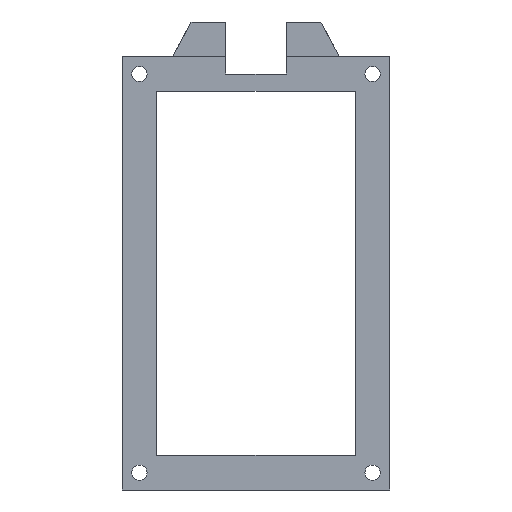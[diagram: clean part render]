
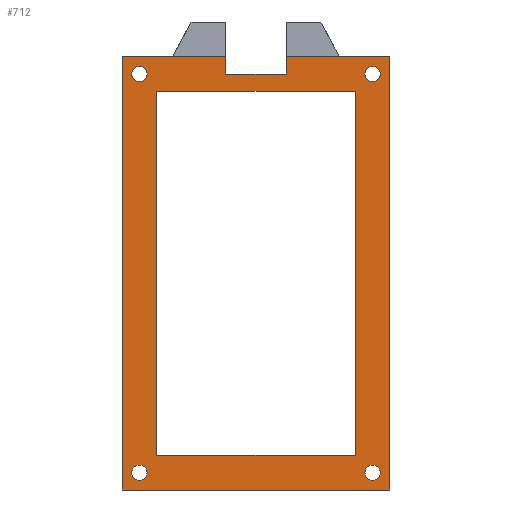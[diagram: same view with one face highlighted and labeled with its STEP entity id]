
A CAD part, front view. The second image highlights one B-rep face of the part: STEP entity #712.
In plain terms, the highlighted planar face has unit normal (0, -1, 0).
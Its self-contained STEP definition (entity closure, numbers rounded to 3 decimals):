
#24=FACE_BOUND('',#94,.T.);
#25=FACE_BOUND('',#95,.T.);
#26=FACE_BOUND('',#96,.T.);
#27=FACE_BOUND('',#97,.T.);
#28=FACE_BOUND('',#98,.T.);
#33=CIRCLE('',#764,1.75);
#36=CIRCLE('',#769,1.75);
#40=CIRCLE('',#778,1.75);
#41=CIRCLE('',#779,1.75);
#58=FACE_OUTER_BOUND('',#93,.T.);
#93=EDGE_LOOP('',(#542,#543,#544,#545,#546,#547,#548,#549));
#94=EDGE_LOOP('',(#550,#551,#552,#553));
#95=EDGE_LOOP('',(#554));
#96=EDGE_LOOP('',(#555));
#97=EDGE_LOOP('',(#556));
#98=EDGE_LOOP('',(#557));
#146=LINE('',#1066,#232);
#150=LINE('',#1079,#236);
#153=LINE('',#1084,#239);
#154=LINE('',#1087,#240);
#160=LINE('',#1101,#246);
#166=LINE('',#1115,#252);
#167=LINE('',#1117,#253);
#168=LINE('',#1119,#254);
#169=LINE('',#1121,#255);
#170=LINE('',#1122,#256);
#171=LINE('',#1124,#257);
#172=LINE('',#1125,#258);
#232=VECTOR('',#862,10.);
#236=VECTOR('',#876,10.);
#239=VECTOR('',#881,10.);
#240=VECTOR('',#884,10.);
#246=VECTOR('',#894,10.);
#252=VECTOR('',#904,10.);
#253=VECTOR('',#905,10.);
#254=VECTOR('',#906,10.);
#255=VECTOR('',#907,10.);
#256=VECTOR('',#908,10.);
#257=VECTOR('',#909,10.);
#258=VECTOR('',#910,10.);
#315=VERTEX_POINT('',#1058);
#316=VERTEX_POINT('',#1063);
#317=VERTEX_POINT('',#1065);
#319=VERTEX_POINT('',#1071);
#320=VERTEX_POINT('',#1076);
#321=VERTEX_POINT('',#1078);
#322=VERTEX_POINT('',#1082);
#323=VERTEX_POINT('',#1086);
#329=VERTEX_POINT('',#1100);
#335=VERTEX_POINT('',#1114);
#336=VERTEX_POINT('',#1116);
#337=VERTEX_POINT('',#1118);
#338=VERTEX_POINT('',#1120);
#339=VERTEX_POINT('',#1123);
#340=VERTEX_POINT('',#1126);
#341=VERTEX_POINT('',#1128);
#389=EDGE_CURVE('',#315,#315,#33,.T.);
#392=EDGE_CURVE('',#317,#316,#146,.T.);
#396=EDGE_CURVE('',#319,#319,#36,.T.);
#399=EDGE_CURVE('',#320,#321,#150,.T.);
#402=EDGE_CURVE('',#322,#320,#153,.T.);
#403=EDGE_CURVE('',#316,#323,#154,.T.);
#410=EDGE_CURVE('',#329,#317,#160,.T.);
#417=EDGE_CURVE('',#335,#323,#166,.T.);
#418=EDGE_CURVE('',#336,#335,#167,.T.);
#419=EDGE_CURVE('',#337,#336,#168,.T.);
#420=EDGE_CURVE('',#338,#337,#169,.T.);
#421=EDGE_CURVE('',#329,#338,#170,.T.);
#422=EDGE_CURVE('',#339,#322,#171,.T.);
#423=EDGE_CURVE('',#321,#339,#172,.T.);
#424=EDGE_CURVE('',#340,#340,#40,.T.);
#425=EDGE_CURVE('',#341,#341,#41,.T.);
#542=ORIENTED_EDGE('',*,*,#410,.T.);
#543=ORIENTED_EDGE('',*,*,#392,.T.);
#544=ORIENTED_EDGE('',*,*,#403,.T.);
#545=ORIENTED_EDGE('',*,*,#417,.F.);
#546=ORIENTED_EDGE('',*,*,#418,.F.);
#547=ORIENTED_EDGE('',*,*,#419,.F.);
#548=ORIENTED_EDGE('',*,*,#420,.F.);
#549=ORIENTED_EDGE('',*,*,#421,.F.);
#550=ORIENTED_EDGE('',*,*,#402,.F.);
#551=ORIENTED_EDGE('',*,*,#422,.F.);
#552=ORIENTED_EDGE('',*,*,#423,.F.);
#553=ORIENTED_EDGE('',*,*,#399,.F.);
#554=ORIENTED_EDGE('',*,*,#424,.F.);
#555=ORIENTED_EDGE('',*,*,#389,.F.);
#556=ORIENTED_EDGE('',*,*,#425,.F.);
#557=ORIENTED_EDGE('',*,*,#396,.F.);
#682=PLANE('',#777);
#712=ADVANCED_FACE('',(#58,#24,#25,#26,#27,#28),#682,.F.);
#764=AXIS2_PLACEMENT_3D('',#1060,#855,#856);
#769=AXIS2_PLACEMENT_3D('',#1073,#869,#870);
#777=AXIS2_PLACEMENT_3D('',#1113,#902,#903);
#778=AXIS2_PLACEMENT_3D('',#1127,#911,#912);
#779=AXIS2_PLACEMENT_3D('',#1129,#913,#914);
#855=DIRECTION('center_axis',(0.,-1.,0.));
#856=DIRECTION('ref_axis',(1.,0.,0.));
#862=DIRECTION('',(-1.,0.,0.));
#869=DIRECTION('center_axis',(0.,-1.,0.));
#870=DIRECTION('ref_axis',(1.,0.,0.));
#876=DIRECTION('',(1.,0.,0.));
#881=DIRECTION('',(0.,0.,-1.));
#884=DIRECTION('',(0.,0.,1.));
#894=DIRECTION('',(0.,0.,-1.));
#902=DIRECTION('center_axis',(0.,1.,0.));
#903=DIRECTION('ref_axis',(0.,0.,1.));
#904=DIRECTION('',(1.,0.,0.));
#905=DIRECTION('',(0.,0.,1.));
#906=DIRECTION('',(-1.,0.,0.));
#907=DIRECTION('',(0.,0.,-1.));
#908=DIRECTION('',(1.,0.,0.));
#909=DIRECTION('',(-1.,0.,0.));
#910=DIRECTION('',(0.,0.,1.));
#911=DIRECTION('center_axis',(0.,-1.,0.));
#912=DIRECTION('ref_axis',(1.,0.,0.));
#913=DIRECTION('center_axis',(0.,-1.,0.));
#914=DIRECTION('ref_axis',(1.,0.,0.));
#1058=CARTESIAN_POINT('',(25.15,0.,46.));
#1060=CARTESIAN_POINT('Origin',(26.9,0.,46.));
#1063=CARTESIAN_POINT('',(-7.,0.,46.));
#1065=CARTESIAN_POINT('',(7.,0.,46.));
#1066=CARTESIAN_POINT('',(-3.5,0.,46.));
#1071=CARTESIAN_POINT('',(-28.65,0.,46.));
#1073=CARTESIAN_POINT('Origin',(-26.9,0.,46.));
#1076=CARTESIAN_POINT('',(-22.9,0.,-42.));
#1078=CARTESIAN_POINT('',(22.9,0.,-42.));
#1079=CARTESIAN_POINT('',(-22.9,0.,-42.));
#1082=CARTESIAN_POINT('',(-22.9,0.,42.));
#1084=CARTESIAN_POINT('',(-22.9,0.,42.));
#1086=CARTESIAN_POINT('',(-7.,0.,50.));
#1087=CARTESIAN_POINT('',(-7.,0.,29.));
#1100=CARTESIAN_POINT('',(7.,0.,50.));
#1101=CARTESIAN_POINT('',(7.,0.,23.));
#1113=CARTESIAN_POINT('Origin',(0.,0.,0.));
#1114=CARTESIAN_POINT('',(-30.9,0.,50.));
#1115=CARTESIAN_POINT('',(-30.9,0.,50.));
#1116=CARTESIAN_POINT('',(-30.9,0.,-50.));
#1117=CARTESIAN_POINT('',(-30.9,0.,-50.));
#1118=CARTESIAN_POINT('',(30.9,0.,-50.));
#1119=CARTESIAN_POINT('',(30.9,0.,-50.));
#1120=CARTESIAN_POINT('',(30.9,0.,50.));
#1121=CARTESIAN_POINT('',(30.9,0.,50.));
#1122=CARTESIAN_POINT('',(-30.9,0.,50.));
#1123=CARTESIAN_POINT('',(22.9,0.,42.));
#1124=CARTESIAN_POINT('',(22.9,0.,42.));
#1125=CARTESIAN_POINT('',(22.9,0.,-42.));
#1126=CARTESIAN_POINT('',(25.15,0.,-46.));
#1127=CARTESIAN_POINT('Origin',(26.9,0.,-46.));
#1128=CARTESIAN_POINT('',(-28.65,0.,-46.));
#1129=CARTESIAN_POINT('Origin',(-26.9,0.,-46.));
